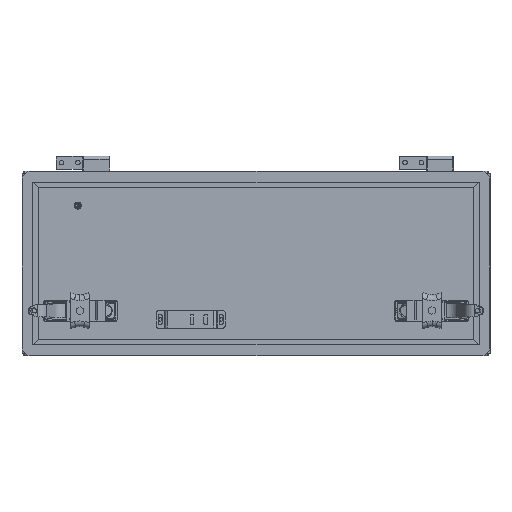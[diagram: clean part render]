
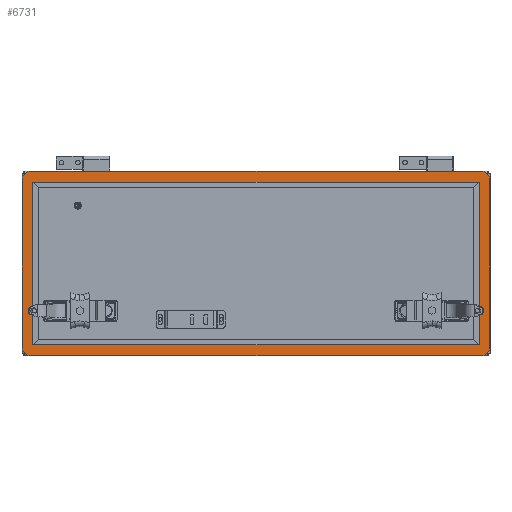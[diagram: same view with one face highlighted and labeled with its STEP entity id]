
A CAD part, top view. The second image highlights one B-rep face of the part: STEP entity #6731.
In plain terms, the highlighted planar face has unit normal (0, 0, 1).
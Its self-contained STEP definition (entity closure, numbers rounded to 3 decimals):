
#100 = CARTESIAN_POINT ( 'NONE',  ( -94.8, 259.8, 3. ) ) ;
#701 = DIRECTION ( 'NONE',  ( 0., -1., 0. ) ) ;
#877 = EDGE_CURVE ( '����4', #14164, #11020, #19346, .T. ) ;
#976 = CARTESIAN_POINT ( 'NONE',  ( -107.5, 272.5, 3. ) ) ;
#1023 = DIRECTION ( 'NONE',  ( 0., -1., 0. ) ) ;
#1035 = ORIENTED_EDGE ( 'NONE', *, *, #3360, .F. ) ;
#1166 = VECTOR ( 'NONE', #1023, 1000. ) ;
#1187 = CARTESIAN_POINT ( 'NONE',  ( -97.5, -272.5, 3. ) ) ;
#1350 = ORIENTED_EDGE ( 'NONE', *, *, #14566, .T. ) ;
#1403 = CARTESIAN_POINT ( 'NONE',  ( 97.5, -272.5, 3. ) ) ;
#1437 = DIRECTION ( 'NONE',  ( 0., 0., 1. ) ) ;
#1453 = AXIS2_PLACEMENT_3D ( 'NONE', #15858, #12507, #3001 ) ;
#1543 = CARTESIAN_POINT ( 'NONE',  ( 97.5, -262.5, 3. ) ) ;
#2236 = LINE ( 'NONE', #16768, #13990 ) ;
#2304 = AXIS2_PLACEMENT_3D ( 'NONE', #14018, #13711, #20097 ) ;
#2639 = EDGE_LOOP ( 'NONE', ( #13255, #10051, #13034, #1035 ) ) ;
#2671 = VECTOR ( 'NONE', #17770, 1000. ) ;
#2829 = AXIS2_PLACEMENT_3D ( 'NONE', #6376, #18943, #17472 ) ;
#3001 = DIRECTION ( 'NONE',  ( -1., 0., 0. ) ) ;
#3360 = EDGE_CURVE ( 'NONE', #11682, #19697, #17579, .T. ) ;
#3686 = CIRCLE ( 'NONE', #10684, 10. ) ;
#4088 = EDGE_CURVE ( 'NONE', #14916, #16523, #11855, .T. ) ;
#4458 = EDGE_LOOP ( 'NONE', ( #1350, #18673, #13929, #11126, #12977, #5576, #7038, #20686 ) ) ;
#4504 = CARTESIAN_POINT ( 'NONE',  ( -94.8, 259.8, 3. ) ) ;
#4505 = DIRECTION ( 'NONE',  ( -1., 0., 0. ) ) ;
#4645 = DIRECTION ( 'NONE',  ( 1., 0., 0. ) ) ;
#4800 = DIRECTION ( 'NONE',  ( 0., 0., 1. ) ) ;
#4961 = CARTESIAN_POINT ( 'NONE',  ( 94.8, -259.8, 3. ) ) ;
#5396 = VECTOR ( 'NONE', #6944, 1000. ) ;
#5576 = ORIENTED_EDGE ( 'NONE', *, *, #7683, .T. ) ;
#5728 = EDGE_CURVE ( 'NONE', #19697, #14916, #2236, .T. ) ;
#6307 = CIRCLE ( 'NONE', #2304, 10. ) ;
#6376 = CARTESIAN_POINT ( 'NONE',  ( -97.5, 262.5, 3. ) ) ;
#6731 = ADVANCED_FACE ( '��1', ( #9470, #9170 ), #20473, .F. ) ;
#6944 = DIRECTION ( 'NONE',  ( -1., 0., 0. ) ) ;
#7038 = ORIENTED_EDGE ( 'NONE', *, *, #9617, .T. ) ;
#7172 = LINE ( 'NONE', #976, #18539 ) ;
#7614 = VECTOR ( 'NONE', #7723, 1000. ) ;
#7683 = EDGE_CURVE ( 'NONE', #15956, #11744, #11854, .T. ) ;
#7723 = DIRECTION ( 'NONE',  ( 1., 0., 0. ) ) ;
#8821 = CARTESIAN_POINT ( 'NONE',  ( -94.8, 259.8, 3. ) ) ;
#9170 = FACE_BOUND ( 'NONE', #2639, .T. ) ;
#9470 = FACE_OUTER_BOUND ( 'NONE', #4458, .T. ) ;
#9617 = EDGE_CURVE ( 'NONE', #11744, #18726, #18183, .T. ) ;
#10051 = ORIENTED_EDGE ( 'NONE', *, *, #4088, .F. ) ;
#10329 = VERTEX_POINT ( 'NONE', #1187 ) ;
#10684 = AXIS2_PLACEMENT_3D ( 'NONE', #19111, #4800, #11169 ) ;
#10863 = LINE ( 'NONE', #4504, #1166 ) ;
#11020 = VERTEX_POINT ( 'NONE', #15534 ) ;
#11057 = VERTEX_POINT ( 'NONE', #1403 ) ;
#11126 = ORIENTED_EDGE ( 'NONE', *, *, #16480, .T. ) ;
#11169 = DIRECTION ( 'NONE',  ( -1., 0., 0. ) ) ;
#11200 = VECTOR ( 'NONE', #701, 1000. ) ;
#11282 = CARTESIAN_POINT ( 'NONE',  ( 107.5, -262.5, 3. ) ) ;
#11682 = VERTEX_POINT ( 'NONE', #15031 ) ;
#11744 = VERTEX_POINT ( 'NONE', #12488 ) ;
#11750 = DIRECTION ( 'NONE',  ( 0., 1., 0. ) ) ;
#11804 = CARTESIAN_POINT ( 'NONE',  ( -107.5, -272.5, 3. ) ) ;
#11854 = CIRCLE ( 'NONE', #2829, 10. ) ;
#11855 = LINE ( 'NONE', #8821, #5396 ) ;
#12488 = CARTESIAN_POINT ( 'NONE',  ( -107.5, 262.5, 3. ) ) ;
#12507 = DIRECTION ( 'NONE',  ( 0., 0., -1. ) ) ;
#12622 = CARTESIAN_POINT ( 'NONE',  ( -107.5, -272.5, 3. ) ) ;
#12764 = EDGE_CURVE ( 'NONE', #16523, #11682, #10863, .T. ) ;
#12969 = CARTESIAN_POINT ( 'NONE',  ( -94.8, -259.8, 3. ) ) ;
#12977 = ORIENTED_EDGE ( 'NONE', *, *, #13749, .T. ) ;
#13034 = ORIENTED_EDGE ( 'NONE', *, *, #5728, .F. ) ;
#13255 = ORIENTED_EDGE ( 'NONE', *, *, #12764, .F. ) ;
#13261 = CARTESIAN_POINT ( 'NONE',  ( 107.5, -272.5, 3. ) ) ;
#13542 = DIRECTION ( 'NONE',  ( -1., 0., 0. ) ) ;
#13616 = CARTESIAN_POINT ( 'NONE',  ( -107.5, -262.5, 3. ) ) ;
#13711 = DIRECTION ( 'NONE',  ( 0., 0., 1. ) ) ;
#13749 = EDGE_CURVE ( 'NONE', #16752, #15956, #7172, .T. ) ;
#13929 = ORIENTED_EDGE ( 'NONE', *, *, #877, .T. ) ;
#13990 = VECTOR ( 'NONE', #11750, 1000. ) ;
#14018 = CARTESIAN_POINT ( 'NONE',  ( -97.5, -262.5, 3. ) ) ;
#14164 = VERTEX_POINT ( 'NONE', #11282 ) ;
#14538 = EDGE_CURVE ( 'NONE', #11057, #14164, #18621, .T. ) ;
#14553 = CARTESIAN_POINT ( 'NONE',  ( 97.5, 272.5, 3. ) ) ;
#14566 = EDGE_CURVE ( '����1', #10329, #11057, #17134, .T. ) ;
#14916 = VERTEX_POINT ( 'NONE', #20652 ) ;
#15031 = CARTESIAN_POINT ( 'NONE',  ( -94.8, -259.8, 3. ) ) ;
#15534 = CARTESIAN_POINT ( 'NONE',  ( 107.5, 262.5, 3. ) ) ;
#15619 = AXIS2_PLACEMENT_3D ( 'NONE', #1543, #1437, #4505 ) ;
#15858 = CARTESIAN_POINT ( 'NONE',  ( -107.5, 272.5, 3. ) ) ;
#15956 = VERTEX_POINT ( 'NONE', #16901 ) ;
#16118 = EDGE_CURVE ( 'NONE', #18726, #10329, #6307, .T. ) ;
#16480 = EDGE_CURVE ( 'NONE', #11020, #16752, #3686, .T. ) ;
#16523 = VERTEX_POINT ( 'NONE', #100 ) ;
#16752 = VERTEX_POINT ( 'NONE', #14553 ) ;
#16768 = CARTESIAN_POINT ( 'NONE',  ( 94.8, 259.8, 3. ) ) ;
#16901 = CARTESIAN_POINT ( 'NONE',  ( -97.5, 272.5, 3. ) ) ;
#17134 = LINE ( 'NONE', #12622, #7614 ) ;
#17472 = DIRECTION ( 'NONE',  ( -1., 0., 0. ) ) ;
#17579 = LINE ( 'NONE', #12969, #20134 ) ;
#17770 = DIRECTION ( 'NONE',  ( 0., 1., 0. ) ) ;
#18183 = LINE ( 'NONE', #11804, #11200 ) ;
#18539 = VECTOR ( 'NONE', #13542, 1000. ) ;
#18621 = CIRCLE ( 'NONE', #15619, 10. ) ;
#18673 = ORIENTED_EDGE ( 'NONE', *, *, #14538, .T. ) ;
#18726 = VERTEX_POINT ( 'NONE', #13616 ) ;
#18943 = DIRECTION ( 'NONE',  ( 0., 0., 1. ) ) ;
#19111 = CARTESIAN_POINT ( 'NONE',  ( 97.5, 262.5, 3. ) ) ;
#19346 = LINE ( 'NONE', #13261, #2671 ) ;
#19697 = VERTEX_POINT ( 'NONE', #4961 ) ;
#20097 = DIRECTION ( 'NONE',  ( -1., 0., 0. ) ) ;
#20134 = VECTOR ( 'NONE', #4645, 1000. ) ;
#20473 = PLANE ( 'NONE',  #1453 ) ;
#20652 = CARTESIAN_POINT ( 'NONE',  ( 94.8, 259.8, 3. ) ) ;
#20686 = ORIENTED_EDGE ( 'NONE', *, *, #16118, .T. ) ;
